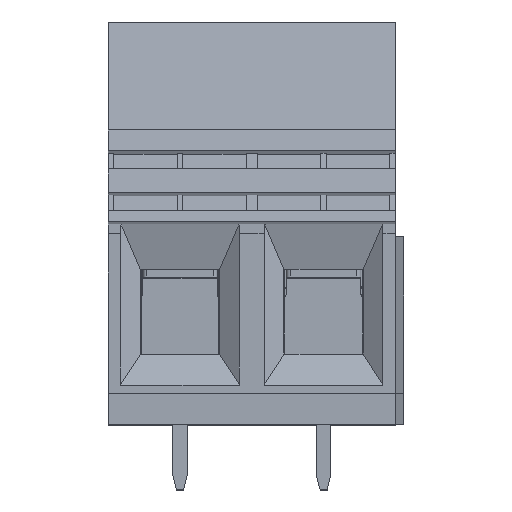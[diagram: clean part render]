
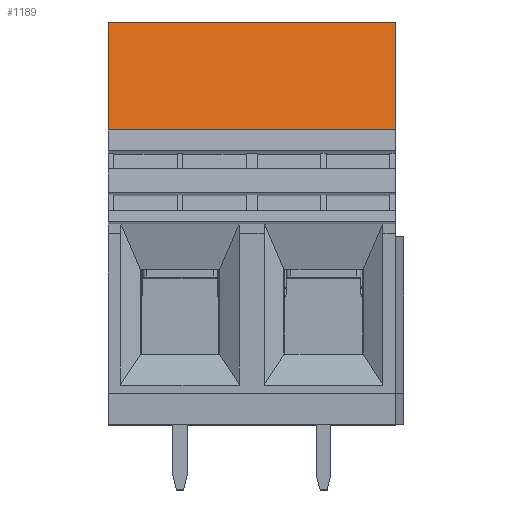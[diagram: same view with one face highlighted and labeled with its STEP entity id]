
A CAD part, top view. The second image highlights one B-rep face of the part: STEP entity #1189.
In plain terms, the highlighted planar face has unit normal (0, 0.179, 0.984).
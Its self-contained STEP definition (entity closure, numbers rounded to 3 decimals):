
#1189 = ADVANCED_FACE( '', ( #2316 ), #2317, .F. );
#2316 = FACE_OUTER_BOUND( '', #3606, .T. );
#2317 = PLANE( '', #3607 );
#3606 = EDGE_LOOP( '', ( #6834, #6835, #6836, #6837 ) );
#3607 = AXIS2_PLACEMENT_3D( '', #6838, #6839, #6840 );
#6834 = ORIENTED_EDGE( '', *, *, #7389, .T. );
#6835 = ORIENTED_EDGE( '', *, *, #8150, .F. );
#6836 = ORIENTED_EDGE( '', *, *, #8282, .F. );
#6837 = ORIENTED_EDGE( '', *, *, #8056, .T. );
#6838 = CARTESIAN_POINT( '', ( 10.16, 21., 6.55 ) );
#6839 = DIRECTION( '', ( 0., -0.179, -0.984 ) );
#6840 = DIRECTION( '', ( 0., 0.984, -0.179 ) );
#7389 = EDGE_CURVE( '', #9010, #9008, #9011, .T. );
#8056 = EDGE_CURVE( '', #9981, #9010, #9982, .T. );
#8150 = EDGE_CURVE( '', #10091, #9008, #10093, .T. );
#8282 = EDGE_CURVE( '', #9981, #10091, #10232, .T. );
#9008 = VERTEX_POINT( '', #11249 );
#9010 = VERTEX_POINT( '', #11252 );
#9011 = LINE( '', #11253, #11254 );
#9981 = VERTEX_POINT( '', #12756 );
#9982 = LINE( '', #12757, #12758 );
#10091 = VERTEX_POINT( '', #12915 );
#10093 = LINE( '', #12918, #12919 );
#10232 = LINE( '', #13123, #13124 );
#11249 = CARTESIAN_POINT( '', ( -10.16, 13.194, 7.969 ) );
#11252 = CARTESIAN_POINT( '', ( -10.16, 21., 6.55 ) );
#11253 = CARTESIAN_POINT( '', ( -10.16, 21., 6.55 ) );
#11254 = VECTOR( '', #13596, 1000. );
#12756 = CARTESIAN_POINT( '', ( 10.16, 21., 6.55 ) );
#12757 = CARTESIAN_POINT( '', ( 10.16, 21., 6.55 ) );
#12758 = VECTOR( '', #14253, 1000. );
#12915 = CARTESIAN_POINT( '', ( 10.16, 13.194, 7.969 ) );
#12918 = CARTESIAN_POINT( '', ( 10.16, 13.194, 7.969 ) );
#12919 = VECTOR( '', #14330, 1000. );
#13123 = CARTESIAN_POINT( '', ( 10.16, 21., 6.55 ) );
#13124 = VECTOR( '', #14408, 1000. );
#13596 = DIRECTION( '', ( 0., -0.984, 0.179 ) );
#14253 = DIRECTION( '', ( -1., 0., 0. ) );
#14330 = DIRECTION( '', ( -1., 0., 0. ) );
#14408 = DIRECTION( '', ( 0., -0.984, 0.179 ) );
